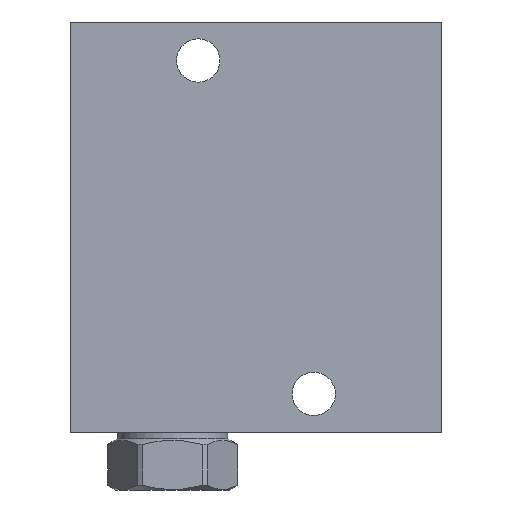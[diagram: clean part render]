
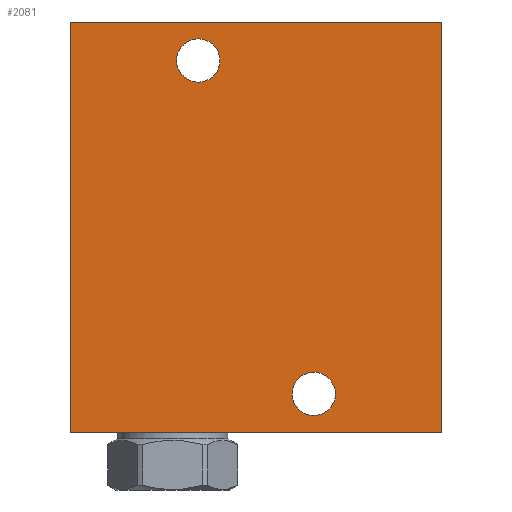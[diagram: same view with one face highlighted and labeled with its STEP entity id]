
A CAD part, front view. The second image highlights one B-rep face of the part: STEP entity #2081.
In plain terms, the highlighted planar face has unit normal (0, -1, 0).
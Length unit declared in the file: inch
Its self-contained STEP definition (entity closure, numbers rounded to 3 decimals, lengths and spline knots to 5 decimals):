
#5=DIRECTION('',(1.,0.,0.));
#6=VECTOR('',#5,3.625);
#7=CARTESIAN_POINT('',(0.,-1.5,0.));
#8=LINE('',#7,#6);
#75=DIRECTION('',(0.,0.,1.));
#76=VECTOR('',#75,4.);
#77=CARTESIAN_POINT('',(3.625,-1.5,0.));
#78=LINE('',#77,#76);
#99=DIRECTION('',(0.,0.,1.));
#100=VECTOR('',#99,4.);
#101=CARTESIAN_POINT('',(0.,-1.5,0.));
#102=LINE('',#101,#100);
#103=CARTESIAN_POINT('',(1.25,-1.5,3.625));
#104=DIRECTION('',(0.,-1.,0.));
#105=DIRECTION('',(-1.,0.,0.));
#106=AXIS2_PLACEMENT_3D('',#103,#104,#105);
#108=CARTESIAN_POINT('',(1.25,-1.5,3.625));
#109=DIRECTION('',(0.,-1.,0.));
#110=DIRECTION('',(1.,0.,0.));
#111=AXIS2_PLACEMENT_3D('',#108,#109,#110);
#113=CARTESIAN_POINT('',(2.375,-1.5,0.375));
#114=DIRECTION('',(0.,-1.,0.));
#115=DIRECTION('',(-1.,0.,0.));
#116=AXIS2_PLACEMENT_3D('',#113,#114,#115);
#118=CARTESIAN_POINT('',(2.375,-1.5,0.375));
#119=DIRECTION('',(0.,-1.,0.));
#120=DIRECTION('',(1.,0.,0.));
#121=AXIS2_PLACEMENT_3D('',#118,#119,#120);
#135=DIRECTION('',(1.,0.,0.));
#136=VECTOR('',#135,3.625);
#137=CARTESIAN_POINT('',(0.,-1.5,4.));
#138=LINE('',#137,#136);
#1707=CARTESIAN_POINT('',(0.,-1.5,0.));
#1709=VERTEX_POINT('',#1707);
#1710=CARTESIAN_POINT('',(3.625,-1.5,0.));
#1711=VERTEX_POINT('',#1710);
#1715=CARTESIAN_POINT('',(0.,-1.5,4.));
#1717=VERTEX_POINT('',#1715);
#1718=CARTESIAN_POINT('',(3.625,-1.5,4.));
#1719=VERTEX_POINT('',#1718);
#1848=CARTESIAN_POINT('',(1.039,-1.5,3.625));
#1849=CARTESIAN_POINT('',(1.461,-1.5,3.625));
#1850=VERTEX_POINT('',#1848);
#1851=VERTEX_POINT('',#1849);
#1856=CARTESIAN_POINT('',(2.164,-1.5,0.375));
#1857=CARTESIAN_POINT('',(2.586,-1.5,0.375));
#1858=VERTEX_POINT('',#1856);
#1859=VERTEX_POINT('',#1857);
#2057=CARTESIAN_POINT('',(0.,-1.5,0.));
#2058=DIRECTION('',(0.,-1.,0.));
#2059=DIRECTION('',(1.,0.,0.));
#2060=AXIS2_PLACEMENT_3D('',#2057,#2058,#2059);
#2061=PLANE('',#2060);
#2062=ORIENTED_EDGE('',*,*,#1963,.F.);
#2063=ORIENTED_EDGE('',*,*,#1988,.T.);
#2065=ORIENTED_EDGE('',*,*,#2064,.T.);
#2066=ORIENTED_EDGE('',*,*,#2037,.F.);
#2067=EDGE_LOOP('',(#2062,#2063,#2065,#2066));
#2068=FACE_OUTER_BOUND('',#2067,.F.);
#2070=ORIENTED_EDGE('',*,*,#2069,.T.);
#2072=ORIENTED_EDGE('',*,*,#2071,.T.);
#2073=EDGE_LOOP('',(#2070,#2072));
#2074=FACE_BOUND('',#2073,.F.);
#2076=ORIENTED_EDGE('',*,*,#2075,.T.);
#2078=ORIENTED_EDGE('',*,*,#2077,.T.);
#2079=EDGE_LOOP('',(#2076,#2078));
#2080=FACE_BOUND('',#2079,.F.);
#2081=ADVANCED_FACE('',(#2068,#2074,#2080),#2061,.T.);
#107=CIRCLE('',#106,0.211);
#112=CIRCLE('',#111,0.211);
#117=CIRCLE('',#116,0.211);
#122=CIRCLE('',#121,0.211);
#1963=EDGE_CURVE('',#1709,#1711,#8,.T.);
#1988=EDGE_CURVE('',#1709,#1717,#102,.T.);
#2037=EDGE_CURVE('',#1711,#1719,#78,.T.);
#2064=EDGE_CURVE('',#1717,#1719,#138,.T.);
#2069=EDGE_CURVE('',#1850,#1851,#107,.T.);
#2071=EDGE_CURVE('',#1851,#1850,#112,.T.);
#2075=EDGE_CURVE('',#1858,#1859,#117,.T.);
#2077=EDGE_CURVE('',#1859,#1858,#122,.T.);
